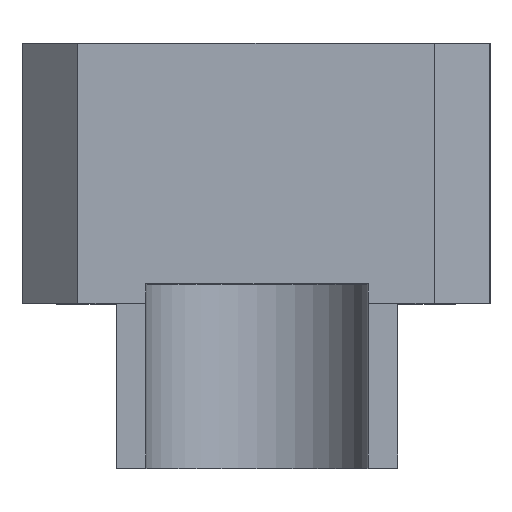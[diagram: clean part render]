
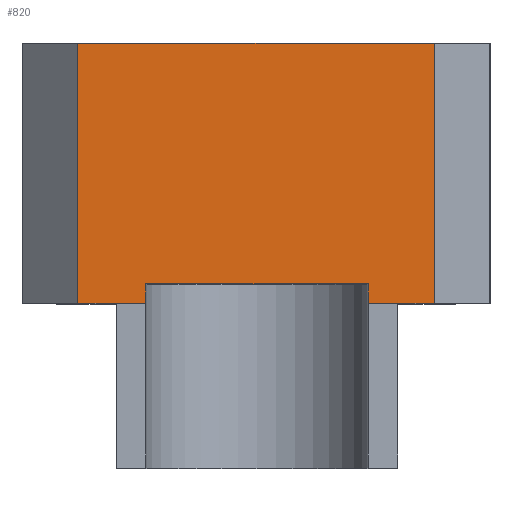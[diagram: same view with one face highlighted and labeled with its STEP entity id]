
A CAD part, top view. The second image highlights one B-rep face of the part: STEP entity #820.
In plain terms, the highlighted planar face has unit normal (0, 0, 1).
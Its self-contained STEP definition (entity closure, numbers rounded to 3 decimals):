
#33=FACE_OUTER_BOUND('',#78,.T.);
#78=EDGE_LOOP('',(#565,#566,#567,#568,#569,#570,#571,#572));
#142=LINE('',#1164,#246);
#150=LINE('',#1183,#254);
#152=LINE('',#1189,#256);
#159=LINE('',#1202,#263);
#160=LINE('',#1203,#264);
#161=LINE('',#1205,#265);
#162=LINE('',#1207,#266);
#163=LINE('',#1208,#267);
#246=VECTOR('',#941,10.);
#254=VECTOR('',#953,10.);
#256=VECTOR('',#957,10.);
#263=VECTOR('',#966,10.);
#264=VECTOR('',#967,10.);
#265=VECTOR('',#968,10.);
#266=VECTOR('',#969,10.);
#267=VECTOR('',#970,10.);
#349=VERTEX_POINT('',#1158);
#351=VERTEX_POINT('',#1162);
#353=VERTEX_POINT('',#1168);
#360=VERTEX_POINT('',#1181);
#362=VERTEX_POINT('',#1186);
#363=VERTEX_POINT('',#1188);
#369=VERTEX_POINT('',#1204);
#370=VERTEX_POINT('',#1206);
#429=EDGE_CURVE('',#349,#351,#142,.T.);
#438=EDGE_CURVE('',#360,#353,#150,.T.);
#440=EDGE_CURVE('',#362,#363,#152,.T.);
#447=EDGE_CURVE('',#362,#349,#159,.T.);
#448=EDGE_CURVE('',#351,#353,#160,.T.);
#449=EDGE_CURVE('',#360,#369,#161,.T.);
#450=EDGE_CURVE('',#370,#369,#162,.T.);
#451=EDGE_CURVE('',#363,#370,#163,.T.);
#565=ORIENTED_EDGE('',*,*,#447,.T.);
#566=ORIENTED_EDGE('',*,*,#429,.T.);
#567=ORIENTED_EDGE('',*,*,#448,.T.);
#568=ORIENTED_EDGE('',*,*,#438,.F.);
#569=ORIENTED_EDGE('',*,*,#449,.T.);
#570=ORIENTED_EDGE('',*,*,#450,.F.);
#571=ORIENTED_EDGE('',*,*,#451,.F.);
#572=ORIENTED_EDGE('',*,*,#440,.F.);
#783=PLANE('',#880);
#820=ADVANCED_FACE('',(#33),#783,.T.);
#880=AXIS2_PLACEMENT_3D('',#1201,#964,#965);
#941=DIRECTION('',(1.,0.,0.));
#953=DIRECTION('',(-1.,0.,0.));
#957=DIRECTION('',(-1.,0.,0.));
#964=DIRECTION('center_axis',(0.,0.,1.));
#965=DIRECTION('ref_axis',(-1.,0.,0.));
#966=DIRECTION('',(0.,1.,0.));
#967=DIRECTION('',(0.,-1.,0.));
#968=DIRECTION('',(0.,1.,0.));
#969=DIRECTION('',(1.,0.,0.));
#970=DIRECTION('',(0.,1.,0.));
#1158=CARTESIAN_POINT('',(-11.5,19.,50.533));
#1162=CARTESIAN_POINT('',(11.5,19.,50.533));
#1164=CARTESIAN_POINT('',(9.144,19.,50.533));
#1168=CARTESIAN_POINT('',(11.5,17.,50.533));
#1181=CARTESIAN_POINT('',(18.288,17.,50.533));
#1183=CARTESIAN_POINT('',(-18.497,17.,50.533));
#1186=CARTESIAN_POINT('',(-11.5,17.,50.533));
#1188=CARTESIAN_POINT('',(-18.497,17.,50.533));
#1189=CARTESIAN_POINT('',(-18.497,17.,50.533));
#1201=CARTESIAN_POINT('Origin',(18.288,19.,50.533));
#1202=CARTESIAN_POINT('',(-11.5,18.,50.533));
#1203=CARTESIAN_POINT('',(11.5,18.,50.533));
#1204=CARTESIAN_POINT('',(18.288,43.85,50.533));
#1205=CARTESIAN_POINT('',(18.288,19.,50.533));
#1206=CARTESIAN_POINT('',(-18.497,43.85,50.533));
#1207=CARTESIAN_POINT('',(-18.497,43.85,50.533));
#1208=CARTESIAN_POINT('',(-18.497,19.,50.533));
